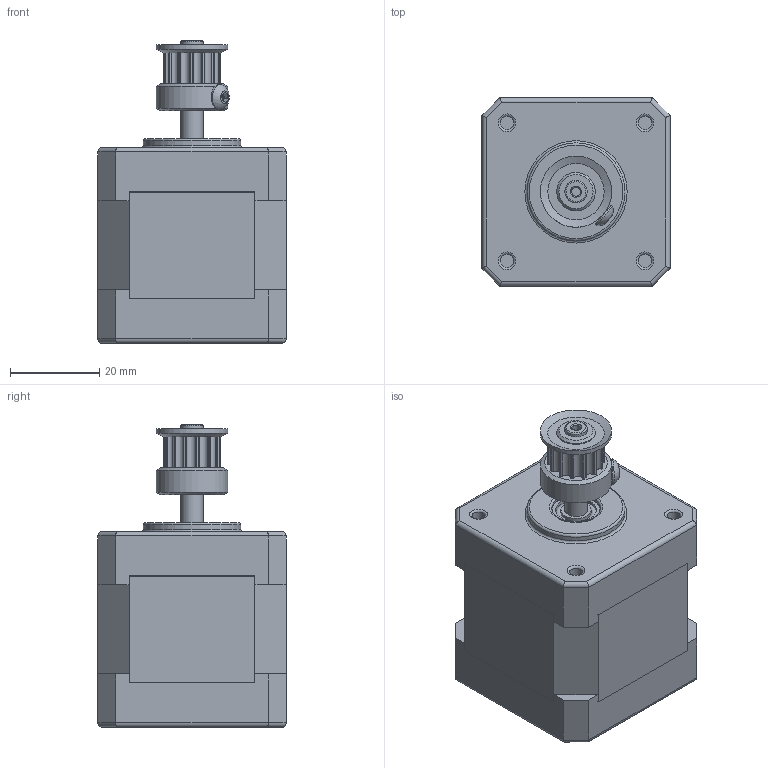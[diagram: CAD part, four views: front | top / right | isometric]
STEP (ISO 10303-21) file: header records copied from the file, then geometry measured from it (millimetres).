
FILE_DESCRIPTION(/* description */ (''),/* implementation_level */ '2;1');
FILE_NAME(/* name */ 'NEMA 17 with T5 Pulley v2.stp',/* time_stamp */ '2024-05-05T11:32:08+02:00',/* author */ (''),/* organization */ (''),/* preprocessor_version */ 'ST-DEVELOPER v20',/* originating_system */ 'Autodesk Translation Framework v12.20.1.177',/* authorisation */ '');
FILE_SCHEMA (('AUTOMOTIVE_DESIGN { 1 0 10303 214 3 1 1 }'));
Length unit declared in the file: millimetre
Products named in the file (9): NEMA 17 with T5 Pulley; Base; Cuerpo; Tapa; pan cross head_am_B18.6.7M - M3 x 0.5 x 5 Type I Cross Recessed PHMS 
--5N; Eje; instrument ball bearing_68_am_AFBMA 12.1.4.1 - 0050-11 - 10,SI,NC,10_
68; socket button head cap screw_am_B18.3.4M - 3 x 0.5 x 5 SBHCS --N; T5 Pulley
Assembly tree (12 placements, depth 2):
  NEMA 17 with T5 Pulley
    Base
    Cuerpo
    Tapa
    pan cross head_am_B18.6.7M - M3 x 0.5 x 5 Type I Cross Recessed PHMS 
--5N  x4
    Eje
    instrument ball bearing_68_am_AFBMA 12.1.4.1 - 0050-11 - 10,SI,NC,10_
68  x2
    socket button head cap screw_am_B18.3.4M - 3 x 0.5 x 5 SBHCS --N
    T5 Pulley
Bounding box: 42.3 x 42.3 x 68 mm (x, y, z)
Volume: 78562.9 mm3; surface area: 22747.8 mm2
Topology: 12 solids, 12 shells, 333 faces, 731 edges, 450 vertices
Faces by surface type: plane 162, cylinder 119, torus 37, cone 8, sphere 5, bspline 2
Full cylindrical faces by diameter (mm): 2 x1, 3 x14, 5 x6, 5.6 x4, 5.7 x1, 6.2 x4, 6.8 x4, 7.6 x1, 8.645 x1, 9.2 x4, 11 x4, 16 x2, 22 x1
Entity records: 8822 total; most frequent: CARTESIAN_POINT 2405, DIRECTION 1448, ORIENTED_EDGE 1180, EDGE_CURVE 590, AXIS2_PLACEMENT_3D 585, VERTEX_POINT 367, EDGE_LOOP 299, CIRCLE 290
